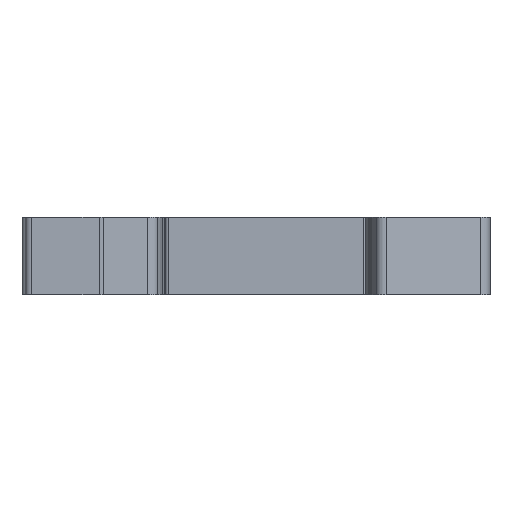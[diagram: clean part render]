
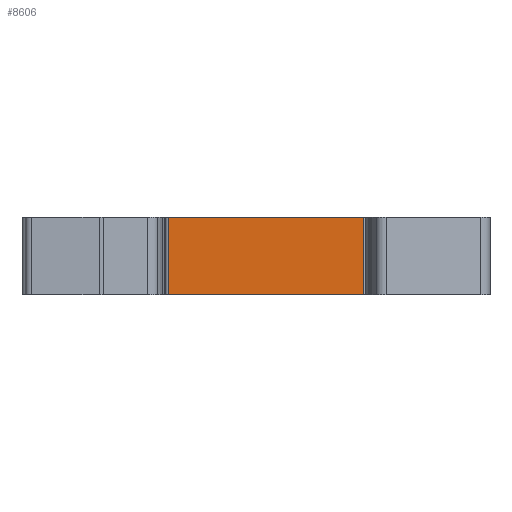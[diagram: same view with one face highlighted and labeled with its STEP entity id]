
A CAD part, front view. The second image highlights one B-rep face of the part: STEP entity #8606.
In plain terms, the highlighted planar face has unit normal (0, -1, 0).
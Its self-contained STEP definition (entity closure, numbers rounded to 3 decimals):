
#1095=DIRECTION('',(1.,0.,0.));
#1096=VECTOR('',#1095,30.895);
#1097=CARTESIAN_POINT('',(-10.195,0.,-6.1));
#1098=LINE('',#1097,#1096);
#1749=DIRECTION('',(0.,0.,1.));
#1750=VECTOR('',#1749,12.2);
#1751=CARTESIAN_POINT('',(20.7,0.,-6.1));
#1752=LINE('',#1751,#1750);
#1753=DIRECTION('',(1.,0.,0.));
#1754=VECTOR('',#1753,30.895);
#1755=CARTESIAN_POINT('',(-10.195,0.,6.1));
#1756=LINE('',#1755,#1754);
#1761=DIRECTION('',(0.,0.,-1.));
#1762=VECTOR('',#1761,12.2);
#1763=CARTESIAN_POINT('',(-10.195,0.,6.1));
#1764=LINE('',#1763,#1762);
#5706=CARTESIAN_POINT('',(-10.195,0.,-6.1));
#5707=VERTEX_POINT('',#5706);
#5708=CARTESIAN_POINT('',(20.7,0.,-6.1));
#5709=VERTEX_POINT('',#5708);
#6013=CARTESIAN_POINT('',(20.7,0.,6.1));
#6014=VERTEX_POINT('',#6013);
#6015=CARTESIAN_POINT('',(-10.195,0.,6.1));
#6016=VERTEX_POINT('',#6015);
#8593=CARTESIAN_POINT('',(5.252,0.,0.));
#8594=DIRECTION('',(0.,1.,0.));
#8595=DIRECTION('',(1.,0.,0.));
#8596=AXIS2_PLACEMENT_3D('',#8593,#8594,#8595);
#8597=PLANE('',#8596);
#8598=ORIENTED_EDGE('',*,*,#7554,.F.);
#8600=ORIENTED_EDGE('',*,*,#8599,.F.);
#8602=ORIENTED_EDGE('',*,*,#8601,.T.);
#8603=ORIENTED_EDGE('',*,*,#8585,.F.);
#8604=EDGE_LOOP('',(#8598,#8600,#8602,#8603));
#8605=FACE_OUTER_BOUND('',#8604,.F.);
#7554=EDGE_CURVE('',#5707,#5709,#1098,.T.);
#8585=EDGE_CURVE('',#5709,#6014,#1752,.T.);
#8599=EDGE_CURVE('',#6016,#5707,#1764,.T.);
#8601=EDGE_CURVE('',#6016,#6014,#1756,.T.);
#8606=ADVANCED_FACE('',(#8605),#8597,.F.);
